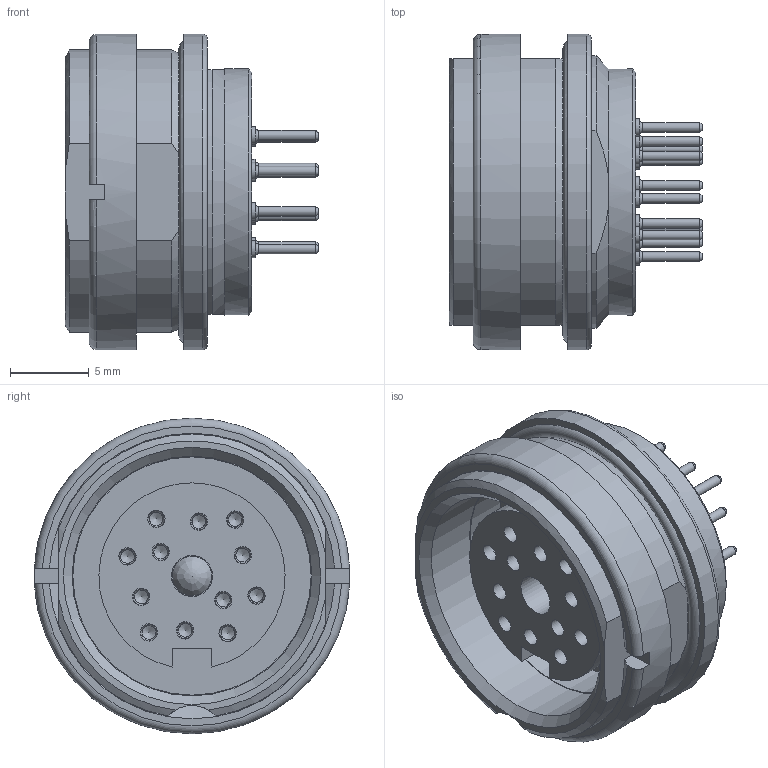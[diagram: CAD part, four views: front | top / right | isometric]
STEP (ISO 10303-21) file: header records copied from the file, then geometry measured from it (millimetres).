
FILE_DESCRIPTION(/* description */ (''),/* implementation_level */ '2;1');
FILE_NAME(/* name */ '09-0132-90-12_bg.stp',/* time_stamp */ '2010-11-19T11:57:55+01:00',/* author */ (''),/* organization */ (''),/* preprocessor_version */ 'ST-DEVELOPER v11',/* originating_system */ 'UGS - NX 5.0',/* authorisation */ '');
FILE_SCHEMA (('CONFIG_CONTROL_DESIGN'));
Length unit declared in the file: millimetre
Products named in the file (1): kbor644F4fku
Bounding box: 16.05 x 20 x 20 mm (x, y, z)
Volume: 2209 mm3; surface area: 2397.8 mm2
Topology: 1 solids, 1 shells, 339 faces, 829 edges, 555 vertices
Faces by surface type: plane 142, cone 86, cylinder 70, torus 40, bspline 1
Full cylindrical faces by diameter (mm): 0.6 x12, 1 x1, 1.1 x24, 1.15 x12, 2.4 x1, 2.6 x2, 11.7 x1, 13.85 x1, 15.1 x1, 15.188 x1, 15.6 x1, 20 x2
Entity records: 9929 total; most frequent: CARTESIAN_POINT 2887, DIRECTION 1446, ORIENTED_EDGE 1260, AXIS2_PLACEMENT_3D 672, EDGE_CURVE 630, EDGE_LOOP 514, VERTEX_POINT 481, ADVANCED_FACE 339
